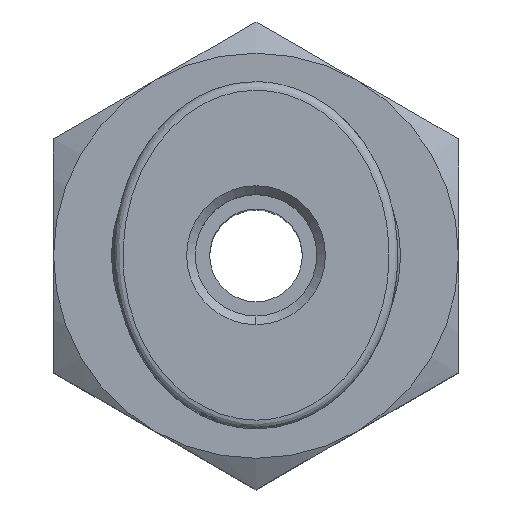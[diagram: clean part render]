
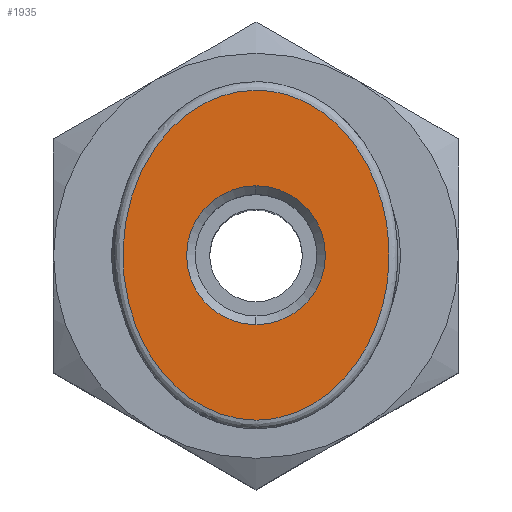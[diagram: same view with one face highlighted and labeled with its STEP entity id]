
A CAD part, top view. The second image highlights one B-rep face of the part: STEP entity #1935.
In plain terms, the highlighted planar face has unit normal (0, 0, 1).
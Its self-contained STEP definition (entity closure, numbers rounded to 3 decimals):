
#1684=CARTESIAN_POINT('',(2.678,3.872,4.5));
#1685=VERTEX_POINT('',#1684);
#1692=CARTESIAN_POINT('',(7.478,3.872,4.5));
#1693=VERTEX_POINT('',#1692);
#1694=CARTESIAN_POINT('',(5.078,3.872,4.5));
#1695=DIRECTION('',(0.0,0.0,1.0));
#1696=DIRECTION('',(-1.0,0.0,0.0));
#1697=AXIS2_PLACEMENT_3D('',#1694,#1695,#1696);
#1698=CIRCLE('',#1697,2.4);
#1699=EDGE_CURVE('',#1685,#1693,#1698,.T.);
#1861=CARTESIAN_POINT('',(5.078,3.872,4.5));
#1862=DIRECTION('',(0.0,0.0,1.0));
#1863=DIRECTION('',(-1.0,0.0,0.0));
#1864=AXIS2_PLACEMENT_3D('',#1861,#1862,#1863);
#1865=CIRCLE('',#1864,2.4);
#1866=EDGE_CURVE('',#1693,#1685,#1865,.T.);
#1889=CARTESIAN_POINT('',(-0.922,3.872,4.5));
#1890=DIRECTION('',(0.0,0.0,1.0));
#1891=DIRECTION('',(1.0,0.0,0.0));
#1892=AXIS2_PLACEMENT_3D('',#1889,#1890,#1891);
#1893=PLANE('',#1892);
#1894=CARTESIAN_POINT('',(-0.622,3.872,4.5));
#1895=VERTEX_POINT('',#1894);
#1896=CARTESIAN_POINT('',(-0.622,3.872,4.5));
#1897=CARTESIAN_POINT('',(-0.622,4.932,4.5));
#1898=CARTESIAN_POINT('',(-0.128,5.977,4.5));
#1899=CARTESIAN_POINT('',(1.633,7.765,4.5));
#1900=CARTESIAN_POINT('',(3.085,8.337,4.5));
#1901=CARTESIAN_POINT('',(5.61,8.536,4.5));
#1902=CARTESIAN_POINT('',(6.726,8.37,4.5));
#1903=CARTESIAN_POINT('',(8.501,7.615,4.5));
#1904=CARTESIAN_POINT('',(9.205,7.135,4.5));
#1905=CARTESIAN_POINT('',(10.141,6.053,4.5));
#1906=CARTESIAN_POINT('',(10.442,5.532,4.5));
#1907=CARTESIAN_POINT('',(10.723,4.607,4.5));
#1908=CARTESIAN_POINT('',(10.778,4.24,4.5));
#1909=CARTESIAN_POINT('',(10.778,3.499,4.5));
#1910=CARTESIAN_POINT('',(10.72,3.126,4.5));
#1911=CARTESIAN_POINT('',(10.441,2.211,4.5));
#1912=CARTESIAN_POINT('',(10.135,1.684,4.5));
#1913=CARTESIAN_POINT('',(9.276,0.692,4.5));
#1914=CARTESIAN_POINT('',(8.677,0.254,4.5));
#1915=CARTESIAN_POINT('',(7.171,-0.481,4.5));
#1916=CARTESIAN_POINT('',(6.223,-0.7,4.5));
#1917=CARTESIAN_POINT('',(4.071,-0.758,4.5));
#1918=CARTESIAN_POINT('',(2.862,-0.487,4.5));
#1919=CARTESIAN_POINT('',(1.2,0.448,4.5));
#1920=CARTESIAN_POINT('',(0.64,0.912,4.5));
#1921=CARTESIAN_POINT('',(-0.217,2.046,4.5));
#1922=CARTESIAN_POINT('',(-0.508,2.717,4.5));
#1923=CARTESIAN_POINT('',(-0.613,3.572,4.5));
#1924=CARTESIAN_POINT('',(-0.622,3.722,4.5));
#1925=CARTESIAN_POINT('',(-0.622,3.872,4.5));
#1926=B_SPLINE_CURVE_WITH_KNOTS('',3,(#1896,#1897,#1898,#1899,#1900,#1901,#1902,#1903,#1904,#1905,#1906,#1907,#1908,#1909,#1910,#1911,#1912,#1913,#1914,#1915,#1916,#1917,#1918,#1919,#1920,#1921,#1922,#1923,#1924,#1925),.UNSPECIFIED.,.T.,.U.,(4,2,2,2,2,2,2,2,2,2,2,2,2,2,4),(0.0,0.62,1.464,2.099,2.583,2.927,3.142,3.357,3.701,4.122,4.675,5.369,5.782,6.196,6.283),.UNSPECIFIED.);
#1927=EDGE_CURVE('',#1895,#1895,#1926,.T.);
#1928=ORIENTED_EDGE('',*,*,#1927,.F.);
#1929=EDGE_LOOP('',(#1928));
#1930=FACE_OUTER_BOUND('',#1929,.T.);
#1931=ORIENTED_EDGE('',*,*,#1866,.F.);
#1932=ORIENTED_EDGE('',*,*,#1699,.F.);
#1933=EDGE_LOOP('',(#1931,#1932));
#1934=FACE_BOUND('',#1933,.T.);
#1935=ADVANCED_FACE('',(#1930,#1934),#1893,.T.);
